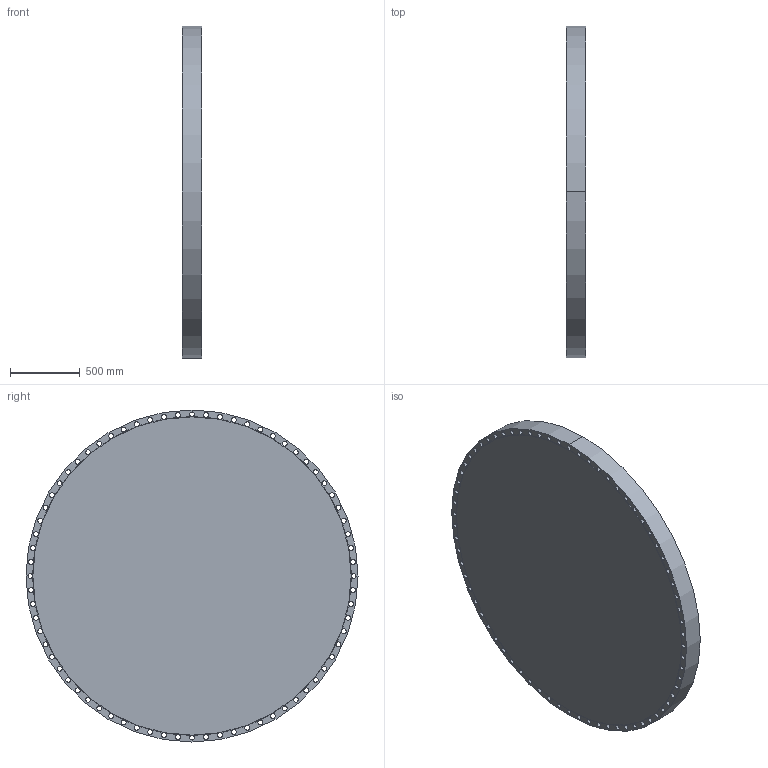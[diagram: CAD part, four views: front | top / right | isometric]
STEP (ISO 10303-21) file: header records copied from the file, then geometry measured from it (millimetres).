
FILE_DESCRIPTION (( 'STEP AP203' ), '1' );
FILE_NAME ('84_CL175_B161_RF_BLF.STEP', '2024-01-12T21:58:50', ( '' ), ( '' ), 'SwSTEP 2.0', 'SolidWorks 2023', '' );
FILE_SCHEMA (( 'CONFIG_CONTROL_DESIGN' ));
Length unit declared in the file: inch
Products named in the file (1): 84_CL175_B161_RF_BLF
Bounding box: 141.29 x 2387.6 x 2387.6 mm (x, y, z)
Volume: 622372091 mm3; surface area: 10979480.2 mm2
Topology: 1 solids, 1 shells, 151 faces, 583 edges, 363 vertices
Faces by surface type: cylinder 148, plane 3
Entity records: 6683 total; most frequent: DIRECTION 1322, ORIENTED_EDGE 1166, CARTESIAN_POINT 1098, AXIS2_PLACEMENT_3D 587, EDGE_CURVE 583, CIRCLE 435, VERTEX_POINT 363, EDGE_LOOP 224
